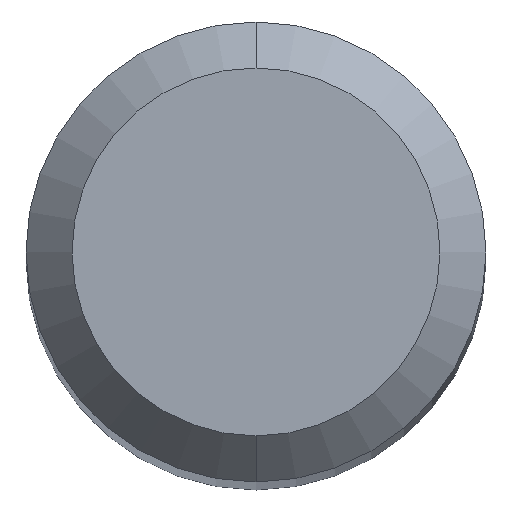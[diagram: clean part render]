
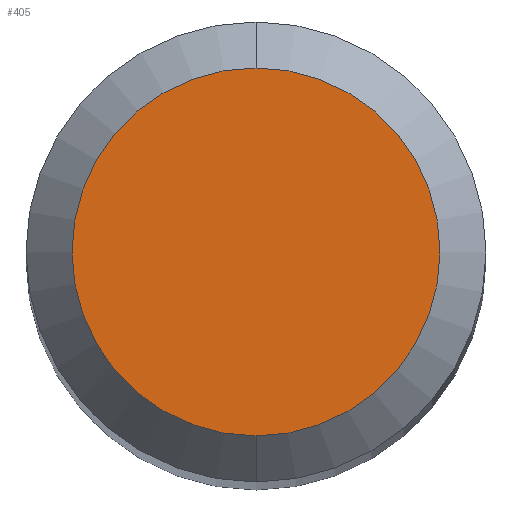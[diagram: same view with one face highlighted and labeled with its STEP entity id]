
A CAD part, top view. The second image highlights one B-rep face of the part: STEP entity #405.
In plain terms, the highlighted planar face has unit normal (0, 0, 1).
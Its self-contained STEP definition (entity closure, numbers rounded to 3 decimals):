
#261=EDGE_CURVE('',#379,#341,#576,.T.);
#333=EDGE_CURVE('',#341,#379,#655,.T.);
#341=VERTEX_POINT('',#664);
#379=VERTEX_POINT('',#708);
#405=ADVANCED_FACE('',(#735),#736,.T.);
#576=CIRCLE('',#963,1.2);
#655=CIRCLE('',#1115,1.2);
#664=CARTESIAN_POINT('',(0.0,1.2,0.0));
#708=CARTESIAN_POINT('',(0.,-1.2,0.0));
#735=FACE_OUTER_BOUND('',#1312,.T.);
#736=PLANE('',#1313);
#963=AXIS2_PLACEMENT_3D('',#1545,#1546,#1547);
#1115=AXIS2_PLACEMENT_3D('',#1629,#1630,#1631);
#1312=EDGE_LOOP('',(#1710,#1711));
#1313=AXIS2_PLACEMENT_3D('',#1712,#1713,#1714);
#1545=CARTESIAN_POINT('',(0.0,0.0,0.0));
#1546=DIRECTION('',(0.0,0.0,-1.0));
#1547=DIRECTION('',(0.0,1.0,0.0));
#1629=CARTESIAN_POINT('',(0.0,0.0,0.0));
#1630=DIRECTION('',(0.0,0.0,-1.0));
#1631=DIRECTION('',(0.0,1.0,0.0));
#1710=ORIENTED_EDGE('',*,*,#333,.F.);
#1711=ORIENTED_EDGE('',*,*,#261,.F.);
#1712=CARTESIAN_POINT('',(0.0,0.6,0.0));
#1713=DIRECTION('',(-0.0,0.0,1.0));
#1714=DIRECTION('',(0.0,-1.0,0.0));
